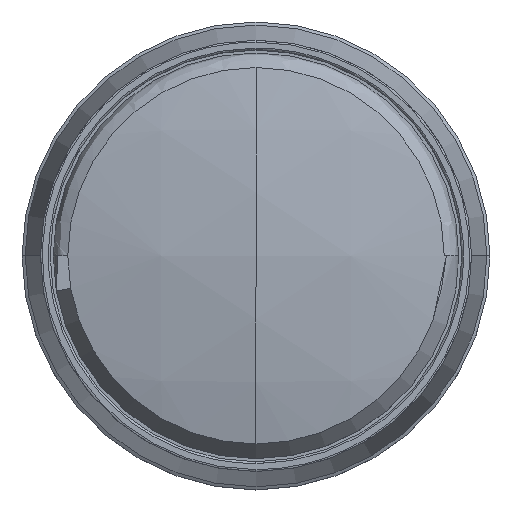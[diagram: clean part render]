
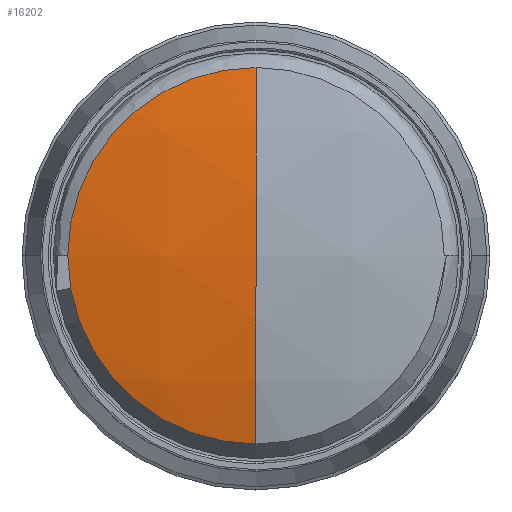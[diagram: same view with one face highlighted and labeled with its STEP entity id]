
A CAD part, top view. The second image highlights one B-rep face of the part: STEP entity #16202.
In plain terms, the highlighted spherical face has radius 135 mm.
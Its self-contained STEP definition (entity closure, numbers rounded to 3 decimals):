
#752 = DIRECTION ( 'NONE',  ( 0., 0., -1. ) ) ;
#1438 = CARTESIAN_POINT ( 'NONE',  ( 0., -30.17, 50.085 ) ) ;
#1972 = DIRECTION ( 'NONE',  ( 0., 1., 0. ) ) ;
#2397 = CARTESIAN_POINT ( 'NONE',  ( 0., 0., -81.5 ) ) ;
#2590 = CARTESIAN_POINT ( 'NONE',  ( 0., 0., 50.085 ) ) ;
#2711 = ORIENTED_EDGE ( 'NONE', *, *, #8914, .T. ) ;
#2990 = DIRECTION ( 'NONE',  ( 0., 1., 0. ) ) ;
#3697 = CARTESIAN_POINT ( 'NONE',  ( 0., 30.17, 50.085 ) ) ;
#3807 = DIRECTION ( 'NONE',  ( 1., 0., 0. ) ) ;
#3880 = EDGE_CURVE ( 'NONE', #4965, #14128, #16833, .T. ) ;
#4350 = AXIS2_PLACEMENT_3D ( 'NONE', #2397, #3807, #1972 ) ;
#4422 = VERTEX_POINT ( 'NONE', #5157 ) ;
#4479 = AXIS2_PLACEMENT_3D ( 'NONE', #11480, #9681, #7852 ) ;
#4810 = DIRECTION ( 'NONE',  ( -1., 0., 0. ) ) ;
#4965 = VERTEX_POINT ( 'NONE', #3697 ) ;
#5009 = EDGE_CURVE ( 'NONE', #4422, #4965, #14143, .T. ) ;
#5157 = CARTESIAN_POINT ( 'NONE',  ( -30.17, 0., 50.085 ) ) ;
#5359 = EDGE_CURVE ( 'NONE', #7524, #4422, #11477, .T. ) ;
#6311 = ORIENTED_EDGE ( 'NONE', *, *, #5009, .F. ) ;
#6334 = FACE_OUTER_BOUND ( 'NONE', #15368, .T. ) ;
#6614 = CARTESIAN_POINT ( 'NONE',  ( 0., 0., -81.5 ) ) ;
#6794 = SPHERICAL_SURFACE ( 'NONE', #7263, 135. ) ;
#7036 = ORIENTED_EDGE ( 'NONE', *, *, #5359, .F. ) ;
#7263 = AXIS2_PLACEMENT_3D ( 'NONE', #6614, #4810, #2990 ) ;
#7448 = AXIS2_PLACEMENT_3D ( 'NONE', #2590, #752, #16710 ) ;
#7524 = VERTEX_POINT ( 'NONE', #1438 ) ;
#7691 = DIRECTION ( 'NONE',  ( 0., -1., 0. ) ) ;
#7852 = DIRECTION ( 'NONE',  ( 0., 1., 0. ) ) ;
#8914 = EDGE_CURVE ( 'NONE', #7524, #14128, #10593, .T. ) ;
#9516 = DIRECTION ( 'NONE',  ( -1., 0., 0. ) ) ;
#9681 = DIRECTION ( 'NONE',  ( 0., 0., -1. ) ) ;
#10593 = CIRCLE ( 'NONE', #15871, 135. ) ;
#11317 = CARTESIAN_POINT ( 'NONE',  ( 0., 0., -81.5 ) ) ;
#11477 = CIRCLE ( 'NONE', #7448, 30.17 ) ;
#11480 = CARTESIAN_POINT ( 'NONE',  ( 0., 0., 50.085 ) ) ;
#14128 = VERTEX_POINT ( 'NONE', #16396 ) ;
#14143 = CIRCLE ( 'NONE', #4479, 30.17 ) ;
#15368 = EDGE_LOOP ( 'NONE', ( #7036, #2711, #17168, #6311 ) ) ;
#15871 = AXIS2_PLACEMENT_3D ( 'NONE', #11317, #9516, #7691 ) ;
#16202 = ADVANCED_FACE ( 'NONE', ( #6334 ), #6794, .T. ) ;
#16396 = CARTESIAN_POINT ( 'NONE',  ( 0., 0., 53.5 ) ) ;
#16710 = DIRECTION ( 'NONE',  ( 0., 1., 0. ) ) ;
#16833 = CIRCLE ( 'NONE', #4350, 135. ) ;
#17168 = ORIENTED_EDGE ( 'NONE', *, *, #3880, .F. ) ;
